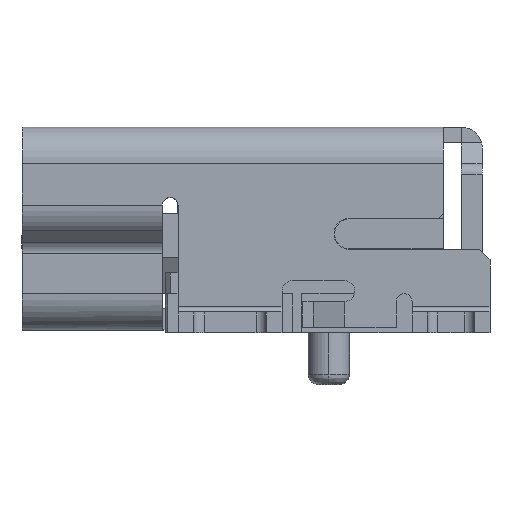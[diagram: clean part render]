
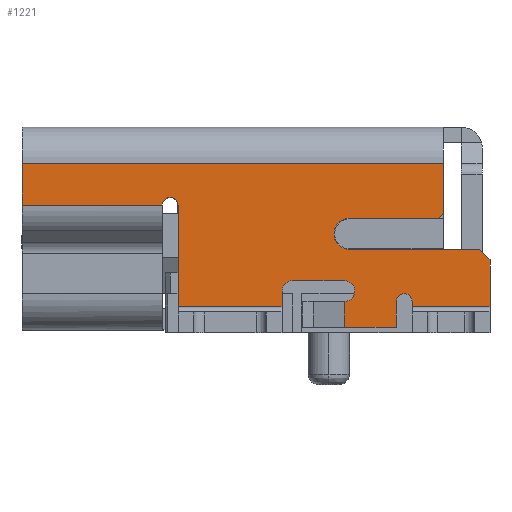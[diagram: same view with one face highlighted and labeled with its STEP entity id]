
A CAD part, front view. The second image highlights one B-rep face of the part: STEP entity #1221.
In plain terms, the highlighted planar face has unit normal (0, -1, 0).
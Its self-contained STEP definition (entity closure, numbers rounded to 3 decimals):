
#147 = EDGE_CURVE('',#148,#150,#152,.T.);
#148 = VERTEX_POINT('',#149);
#149 = CARTESIAN_POINT('',(6.3,0.075,
    2.275));
#150 = VERTEX_POINT('',#151);
#151 = CARTESIAN_POINT('',(6.,0.075,
    1.975));
#152 = CIRCLE('',#153,0.3);
#153 = AXIS2_PLACEMENT_3D('',#154,#155,#156);
#154 = CARTESIAN_POINT('',(6.3,0.075,
    1.975));
#155 = DIRECTION('',(0.,-1.,0.));
#156 = DIRECTION('',(0.,0.,1.));
#201 = VERTEX_POINT('',#202);
#202 = CARTESIAN_POINT('',(6.2,0.075,
    1.075));
#208 = EDGE_CURVE('',#209,#201,#211,.T.);
#209 = VERTEX_POINT('',#210);
#210 = CARTESIAN_POINT('',(6.4,0.075,
    0.875));
#211 = CIRCLE('',#212,0.2);
#212 = AXIS2_PLACEMENT_3D('',#213,#214,#215);
#213 = CARTESIAN_POINT('',(6.2,0.075,
    0.875));
#214 = DIRECTION('',(0.,-1.,0.));
#215 = DIRECTION('',(0.,0.,-1.));
#504 = VERTEX_POINT('',#505);
#505 = CARTESIAN_POINT('',(0.,0.075,
    3.325));
#512 = EDGE_CURVE('',#504,#513,#515,.T.);
#513 = VERTEX_POINT('',#514);
#514 = CARTESIAN_POINT('',(0.,0.075,
    2.528));
#515 = LINE('',#516,#517);
#516 = CARTESIAN_POINT('',(0.,0.075,
    3.325));
#517 = VECTOR('',#518,1.);
#518 = DIRECTION('',(0.,0.,-1.));
#1202 = VERTEX_POINT('',#1203);
#1203 = CARTESIAN_POINT('',(2.7,0.075,
    2.528));
#1211 = EDGE_CURVE('',#513,#1202,#1212,.T.);
#1212 = LINE('',#1213,#1214);
#1213 = CARTESIAN_POINT('',(0.,0.075,
    2.528));
#1214 = VECTOR('',#1215,1.);
#1215 = DIRECTION('',(1.,0.,0.));
#1221 = ADVANCED_FACE('',(#1222),#1404,.T.);
#1222 = FACE_BOUND('',#1223,.T.);
#1223 = EDGE_LOOP('',(#1224,#1234,#1240,#1241,#1242,#1251,#1260,#1268,
    #1276,#1284,#1293,#1299,#1300,#1309,#1317,#1325,#1333,#1342,#1350,
    #1358,#1366,#1374,#1382,#1389,#1390,#1398));
#1224 = ORIENTED_EDGE('',*,*,#1225,.F.);
#1225 = EDGE_CURVE('',#1226,#1228,#1230,.T.);
#1226 = VERTEX_POINT('',#1227);
#1227 = CARTESIAN_POINT('',(8.1,0.075,
    3.325));
#1228 = VERTEX_POINT('',#1229);
#1229 = CARTESIAN_POINT('',(8.1,0.075,
    2.375));
#1230 = LINE('',#1231,#1232);
#1231 = CARTESIAN_POINT('',(8.1,0.075,
    3.325));
#1232 = VECTOR('',#1233,1.);
#1233 = DIRECTION('',(0.,0.,-1.));
#1234 = ORIENTED_EDGE('',*,*,#1235,.T.);
#1235 = EDGE_CURVE('',#1226,#504,#1236,.T.);
#1236 = LINE('',#1237,#1238);
#1237 = CARTESIAN_POINT('',(8.1,0.075,
    3.325));
#1238 = VECTOR('',#1239,1.);
#1239 = DIRECTION('',(-1.,0.,0.));
#1240 = ORIENTED_EDGE('',*,*,#512,.T.);
#1241 = ORIENTED_EDGE('',*,*,#1211,.T.);
#1242 = ORIENTED_EDGE('',*,*,#1243,.F.);
#1243 = EDGE_CURVE('',#1244,#1202,#1246,.T.);
#1244 = VERTEX_POINT('',#1245);
#1245 = CARTESIAN_POINT('',(3.,0.075,
    2.528));
#1246 = CIRCLE('',#1247,0.15);
#1247 = AXIS2_PLACEMENT_3D('',#1248,#1249,#1250);
#1248 = CARTESIAN_POINT('',(2.85,0.075,
    2.525));
#1249 = DIRECTION('',(0.,-1.,0.));
#1250 = DIRECTION('',(1.,0.,
    0.023));
#1251 = ORIENTED_EDGE('',*,*,#1252,.T.);
#1252 = EDGE_CURVE('',#1244,#1253,#1255,.T.);
#1253 = VERTEX_POINT('',#1254);
#1254 = CARTESIAN_POINT('',(3.,0.075,
    2.525));
#1255 = CIRCLE('',#1256,0.15);
#1256 = AXIS2_PLACEMENT_3D('',#1257,#1258,#1259);
#1257 = CARTESIAN_POINT('',(2.85,0.075,
    2.525));
#1258 = DIRECTION('',(0.,1.,0.));
#1259 = DIRECTION('',(1.,0.,
    0.023));
#1260 = ORIENTED_EDGE('',*,*,#1261,.T.);
#1261 = EDGE_CURVE('',#1253,#1262,#1264,.T.);
#1262 = VERTEX_POINT('',#1263);
#1263 = CARTESIAN_POINT('',(3.,0.075,
    0.575));
#1264 = LINE('',#1265,#1266);
#1265 = CARTESIAN_POINT('',(3.,0.075,
    2.525));
#1266 = VECTOR('',#1267,1.);
#1267 = DIRECTION('',(0.,0.,-1.));
#1268 = ORIENTED_EDGE('',*,*,#1269,.F.);
#1269 = EDGE_CURVE('',#1270,#1262,#1272,.T.);
#1270 = VERTEX_POINT('',#1271);
#1271 = CARTESIAN_POINT('',(5.,0.075,
    0.575));
#1272 = LINE('',#1273,#1274);
#1273 = CARTESIAN_POINT('',(5.,0.075,
    0.575));
#1274 = VECTOR('',#1275,1.);
#1275 = DIRECTION('',(-1.,0.,0.));
#1276 = ORIENTED_EDGE('',*,*,#1277,.T.);
#1277 = EDGE_CURVE('',#1270,#1278,#1280,.T.);
#1278 = VERTEX_POINT('',#1279);
#1279 = CARTESIAN_POINT('',(5.,0.075,
    0.875));
#1280 = LINE('',#1281,#1282);
#1281 = CARTESIAN_POINT('',(5.,0.075,
    0.575));
#1282 = VECTOR('',#1283,1.);
#1283 = DIRECTION('',(0.,0.,1.));
#1284 = ORIENTED_EDGE('',*,*,#1285,.F.);
#1285 = EDGE_CURVE('',#1286,#1278,#1288,.T.);
#1286 = VERTEX_POINT('',#1287);
#1287 = CARTESIAN_POINT('',(5.2,0.075,
    1.075));
#1288 = CIRCLE('',#1289,0.2);
#1289 = AXIS2_PLACEMENT_3D('',#1290,#1291,#1292);
#1290 = CARTESIAN_POINT('',(5.2,0.075,
    0.875));
#1291 = DIRECTION('',(0.,-1.,0.));
#1292 = DIRECTION('',(0.,0.,1.));
#1293 = ORIENTED_EDGE('',*,*,#1294,.F.);
#1294 = EDGE_CURVE('',#201,#1286,#1295,.T.);
#1295 = LINE('',#1296,#1297);
#1296 = CARTESIAN_POINT('',(6.2,0.075,
    1.075));
#1297 = VECTOR('',#1298,1.);
#1298 = DIRECTION('',(-1.,0.,0.));
#1299 = ORIENTED_EDGE('',*,*,#208,.F.);
#1300 = ORIENTED_EDGE('',*,*,#1301,.F.);
#1301 = EDGE_CURVE('',#1302,#209,#1304,.T.);
#1302 = VERTEX_POINT('',#1303);
#1303 = CARTESIAN_POINT('',(6.2,0.075,
    0.675));
#1304 = CIRCLE('',#1305,0.2);
#1305 = AXIS2_PLACEMENT_3D('',#1306,#1307,#1308);
#1306 = CARTESIAN_POINT('',(6.2,0.075,
    0.875));
#1307 = DIRECTION('',(0.,-1.,0.));
#1308 = DIRECTION('',(0.,0.,-1.));
#1309 = ORIENTED_EDGE('',*,*,#1310,.F.);
#1310 = EDGE_CURVE('',#1311,#1302,#1313,.T.);
#1311 = VERTEX_POINT('',#1312);
#1312 = CARTESIAN_POINT('',(6.2,0.075,
    0.175));
#1313 = LINE('',#1314,#1315);
#1314 = CARTESIAN_POINT('',(6.2,0.075,
    0.175));
#1315 = VECTOR('',#1316,1.);
#1316 = DIRECTION('',(0.,0.,1.));
#1317 = ORIENTED_EDGE('',*,*,#1318,.F.);
#1318 = EDGE_CURVE('',#1319,#1311,#1321,.T.);
#1319 = VERTEX_POINT('',#1320);
#1320 = CARTESIAN_POINT('',(7.2,0.075,
    0.175));
#1321 = LINE('',#1322,#1323);
#1322 = CARTESIAN_POINT('',(7.2,0.075,
    0.175));
#1323 = VECTOR('',#1324,1.);
#1324 = DIRECTION('',(-1.,0.,0.));
#1325 = ORIENTED_EDGE('',*,*,#1326,.T.);
#1326 = EDGE_CURVE('',#1319,#1327,#1329,.T.);
#1327 = VERTEX_POINT('',#1328);
#1328 = CARTESIAN_POINT('',(7.2,0.075,
    0.675));
#1329 = LINE('',#1330,#1331);
#1330 = CARTESIAN_POINT('',(7.2,0.075,
    0.175));
#1331 = VECTOR('',#1332,1.);
#1332 = DIRECTION('',(0.,0.,1.));
#1333 = ORIENTED_EDGE('',*,*,#1334,.F.);
#1334 = EDGE_CURVE('',#1335,#1327,#1337,.T.);
#1335 = VERTEX_POINT('',#1336);
#1336 = CARTESIAN_POINT('',(7.5,0.075,
    0.675));
#1337 = CIRCLE('',#1338,0.15);
#1338 = AXIS2_PLACEMENT_3D('',#1339,#1340,#1341);
#1339 = CARTESIAN_POINT('',(7.35,0.075,
    0.675));
#1340 = DIRECTION('',(0.,-1.,0.));
#1341 = DIRECTION('',(1.,0.,0.));
#1342 = ORIENTED_EDGE('',*,*,#1343,.F.);
#1343 = EDGE_CURVE('',#1344,#1335,#1346,.T.);
#1344 = VERTEX_POINT('',#1345);
#1345 = CARTESIAN_POINT('',(7.5,0.075,
    0.575));
#1346 = LINE('',#1347,#1348);
#1347 = CARTESIAN_POINT('',(7.5,0.075,
    0.575));
#1348 = VECTOR('',#1349,1.);
#1349 = DIRECTION('',(0.,0.,1.));
#1350 = ORIENTED_EDGE('',*,*,#1351,.F.);
#1351 = EDGE_CURVE('',#1352,#1344,#1354,.T.);
#1352 = VERTEX_POINT('',#1353);
#1353 = CARTESIAN_POINT('',(9.,0.075,
    0.575));
#1354 = LINE('',#1355,#1356);
#1355 = CARTESIAN_POINT('',(9.,0.075,
    0.575));
#1356 = VECTOR('',#1357,1.);
#1357 = DIRECTION('',(-1.,0.,0.));
#1358 = ORIENTED_EDGE('',*,*,#1359,.F.);
#1359 = EDGE_CURVE('',#1360,#1352,#1362,.T.);
#1360 = VERTEX_POINT('',#1361);
#1361 = CARTESIAN_POINT('',(9.,0.075,
    1.475));
#1362 = LINE('',#1363,#1364);
#1363 = CARTESIAN_POINT('',(9.,0.075,
    1.475));
#1364 = VECTOR('',#1365,1.);
#1365 = DIRECTION('',(0.,0.,-1.));
#1366 = ORIENTED_EDGE('',*,*,#1367,.F.);
#1367 = EDGE_CURVE('',#1368,#1360,#1370,.T.);
#1368 = VERTEX_POINT('',#1369);
#1369 = CARTESIAN_POINT('',(8.8,0.075,
    1.675));
#1370 = LINE('',#1371,#1372);
#1371 = CARTESIAN_POINT('',(8.8,0.075,
    1.675));
#1372 = VECTOR('',#1373,1.);
#1373 = DIRECTION('',(0.707,0.,-0.707
    ));
#1374 = ORIENTED_EDGE('',*,*,#1375,.F.);
#1375 = EDGE_CURVE('',#1376,#1368,#1378,.T.);
#1376 = VERTEX_POINT('',#1377);
#1377 = CARTESIAN_POINT('',(6.3,0.075,
    1.675));
#1378 = LINE('',#1379,#1380);
#1379 = CARTESIAN_POINT('',(6.3,0.075,
    1.675));
#1380 = VECTOR('',#1381,1.);
#1381 = DIRECTION('',(1.,0.,0.));
#1382 = ORIENTED_EDGE('',*,*,#1383,.F.);
#1383 = EDGE_CURVE('',#150,#1376,#1384,.T.);
#1384 = CIRCLE('',#1385,0.3);
#1385 = AXIS2_PLACEMENT_3D('',#1386,#1387,#1388);
#1386 = CARTESIAN_POINT('',(6.3,0.075,
    1.975));
#1387 = DIRECTION('',(0.,-1.,0.));
#1388 = DIRECTION('',(0.,0.,1.));
#1389 = ORIENTED_EDGE('',*,*,#147,.F.);
#1390 = ORIENTED_EDGE('',*,*,#1391,.F.);
#1391 = EDGE_CURVE('',#1392,#148,#1394,.T.);
#1392 = VERTEX_POINT('',#1393);
#1393 = CARTESIAN_POINT('',(8.,0.075,
    2.275));
#1394 = LINE('',#1395,#1396);
#1395 = CARTESIAN_POINT('',(8.,0.075,
    2.275));
#1396 = VECTOR('',#1397,1.);
#1397 = DIRECTION('',(-1.,0.,0.));
#1398 = ORIENTED_EDGE('',*,*,#1399,.T.);
#1399 = EDGE_CURVE('',#1392,#1228,#1400,.T.);
#1400 = LINE('',#1401,#1402);
#1401 = CARTESIAN_POINT('',(8.,0.075,
    2.275));
#1402 = VECTOR('',#1403,1.);
#1403 = DIRECTION('',(0.707,0.,0.707)
  );
#1404 = PLANE('',#1405);
#1405 = AXIS2_PLACEMENT_3D('',#1406,#1407,#1408);
#1406 = CARTESIAN_POINT('',(0.,0.075,
    3.325));
#1407 = DIRECTION('',(0.,-1.,0.));
#1408 = DIRECTION('',(0.,0.,1.));
